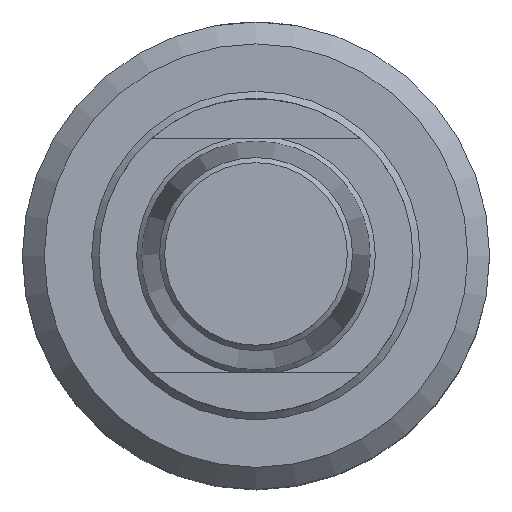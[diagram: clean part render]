
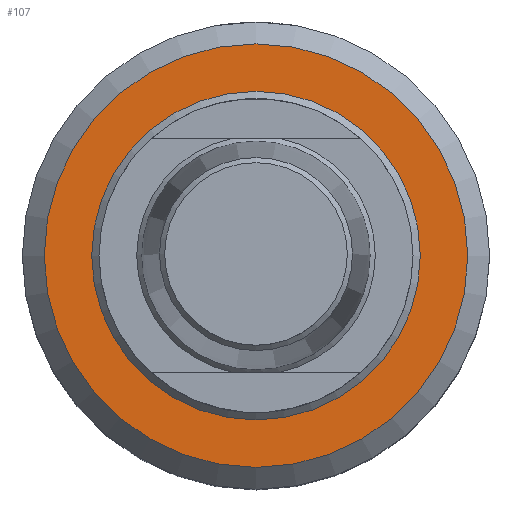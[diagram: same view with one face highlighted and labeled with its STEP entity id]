
A CAD part, top view. The second image highlights one B-rep face of the part: STEP entity #107.
In plain terms, the highlighted planar face has unit normal (0, 0, 1).
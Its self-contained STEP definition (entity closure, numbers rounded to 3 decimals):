
#107=ADVANCED_FACE('240[2]',(#277,#278),#279,.T.);
#111=EDGE_CURVE('240[2]',#285,#285,#286,.T.);
#220=EDGE_CURVE('240[2]',#441,#441,#442,.T.);
#277=FACE_OUTER_BOUND('',#573,.T.);
#278=FACE_BOUND('',#574,.T.);
#279=PLANE('',#575);
#285=VERTEX_POINT('',#583);
#286=CIRCLE('',#584,29.);
#441=VERTEX_POINT('',#868);
#442=CIRCLE('',#869,22.5);
#573=EDGE_LOOP('',(#911));
#574=EDGE_LOOP('',(#912));
#575=AXIS2_PLACEMENT_3D('',#913,#914,#915);
#583=CARTESIAN_POINT('',(-29.,0.,-29.5));
#584=AXIS2_PLACEMENT_3D('',#919,#920,#921);
#868=CARTESIAN_POINT('',(-22.5,0.,-29.5));
#869=AXIS2_PLACEMENT_3D('',#1099,#1100,#1101);
#911=ORIENTED_EDGE('',*,*,#111,.F.);
#912=ORIENTED_EDGE('',*,*,#220,.T.);
#913=CARTESIAN_POINT('',(-25.75,0.,-29.5));
#914=DIRECTION('',(0.,0.,1.0));
#915=DIRECTION('',(1.0,0.,0.));
#919=CARTESIAN_POINT('',(0.,0.,-29.5));
#920=DIRECTION('',(0.,0.,-1.0));
#921=DIRECTION('',(-1.0,0.,0.));
#1099=CARTESIAN_POINT('',(0.,0.,-29.5));
#1100=DIRECTION('',(0.,0.,-1.0));
#1101=DIRECTION('',(-1.0,0.,0.));
